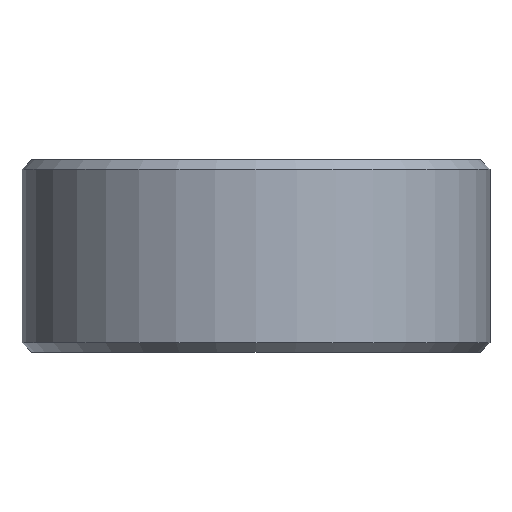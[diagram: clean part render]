
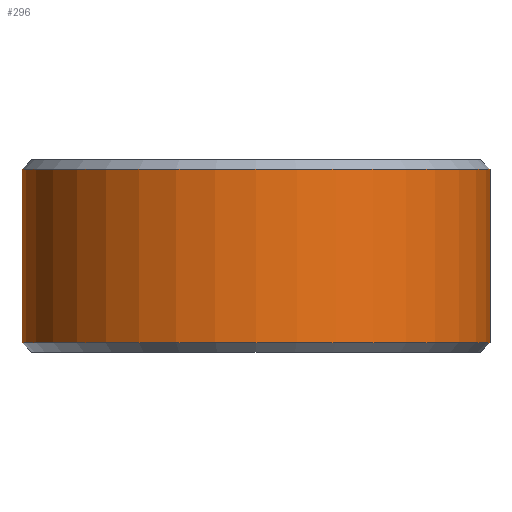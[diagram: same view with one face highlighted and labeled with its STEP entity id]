
A CAD part, front view. The second image highlights one B-rep face of the part: STEP entity #296.
In plain terms, the highlighted cylindrical face has radius 6 mm (diameter 12 mm), a partial arc.
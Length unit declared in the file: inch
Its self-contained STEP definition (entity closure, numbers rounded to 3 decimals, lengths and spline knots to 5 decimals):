
#51 = VERTEX_POINT ( 'NONE', #441 ) ;
#82 = VERTEX_POINT ( 'NONE', #300 ) ;
#90 = VERTEX_POINT ( 'NONE', #362 ) ;
#112 = VERTEX_POINT ( 'NONE', #330 ) ;
#138 = ORIENTED_EDGE ( 'NONE', *, *, #139, .T. ) ;
#139 = EDGE_CURVE ( 'NONE', #112, #51, #349, .T. ) ;
#140 = ORIENTED_EDGE ( 'NONE', *, *, #193, .T. ) ;
#141 = ORIENTED_EDGE ( 'NONE', *, *, #142, .T. ) ;
#142 = EDGE_CURVE ( 'NONE', #90, #82, #344, .T. ) ;
#190 = EDGE_CURVE ( 'NONE', #112, #82, #599, .T. ) ;
#193 = EDGE_CURVE ( 'NONE', #51, #90, #589, .T. ) ;
#296 = ADVANCED_FACE ( 'NONE', ( #691 ), #617, .T. ) ;
#297 = EDGE_LOOP ( 'NONE', ( #298, #138, #140, #141 ) ) ;
#298 = ORIENTED_EDGE ( 'NONE', *, *, #190, .F. ) ;
#300 = CARTESIAN_POINT ( 'NONE',  ( -0.23622, 0., 0.18476 ) ) ;
#330 = CARTESIAN_POINT ( 'NONE',  ( -0.23622, 0., 0.00972 ) ) ;
#341 = DIRECTION ( 'NONE',  ( -1., 0., 0. ) ) ;
#342 = DIRECTION ( 'NONE',  ( 0., 0., -1. ) ) ;
#343 = AXIS2_PLACEMENT_3D ( 'NONE', #350, #342, #341 ) ;
#344 = CIRCLE ( 'NONE', #343, 0.23622 ) ;
#345 = DIRECTION ( 'NONE',  ( -1., 0., 0. ) ) ;
#346 = DIRECTION ( 'NONE',  ( 0., 0., 1. ) ) ;
#347 = CARTESIAN_POINT ( 'NONE',  ( 0., 0., 0.00972 ) ) ;
#348 = AXIS2_PLACEMENT_3D ( 'NONE', #347, #346, #345 ) ;
#349 = CIRCLE ( 'NONE', #348, 0.23622 ) ;
#350 = CARTESIAN_POINT ( 'NONE',  ( 0., 0., 0.18476 ) ) ;
#362 = CARTESIAN_POINT ( 'NONE',  ( 0.23622, 0., 0.18476 ) ) ;
#441 = CARTESIAN_POINT ( 'NONE',  ( 0.23622, 0., 0.00972 ) ) ;
#586 = DIRECTION ( 'NONE',  ( 0., 0., 1. ) ) ;
#587 = VECTOR ( 'NONE', #586, 39.37008 ) ;
#588 = CARTESIAN_POINT ( 'NONE',  ( 0.23622, 0., 0. ) ) ;
#589 = LINE ( 'NONE', #588, #587 ) ;
#596 = DIRECTION ( 'NONE',  ( 0., 0., 1. ) ) ;
#597 = VECTOR ( 'NONE', #596, 39.37008 ) ;
#598 = CARTESIAN_POINT ( 'NONE',  ( -0.23622, 0., 0. ) ) ;
#599 = LINE ( 'NONE', #598, #597 ) ;
#613 = DIRECTION ( 'NONE',  ( 1., 0., 0. ) ) ;
#614 = DIRECTION ( 'NONE',  ( 0., 0., 1. ) ) ;
#615 = AXIS2_PLACEMENT_3D ( 'NONE', #697, #614, #613 ) ;
#617 = CYLINDRICAL_SURFACE ( 'NONE', #615, 0.23622 ) ;
#691 = FACE_OUTER_BOUND ( 'NONE', #297, .T. ) ;
#697 = CARTESIAN_POINT ( 'NONE',  ( 0., 0., 0. ) ) ;
